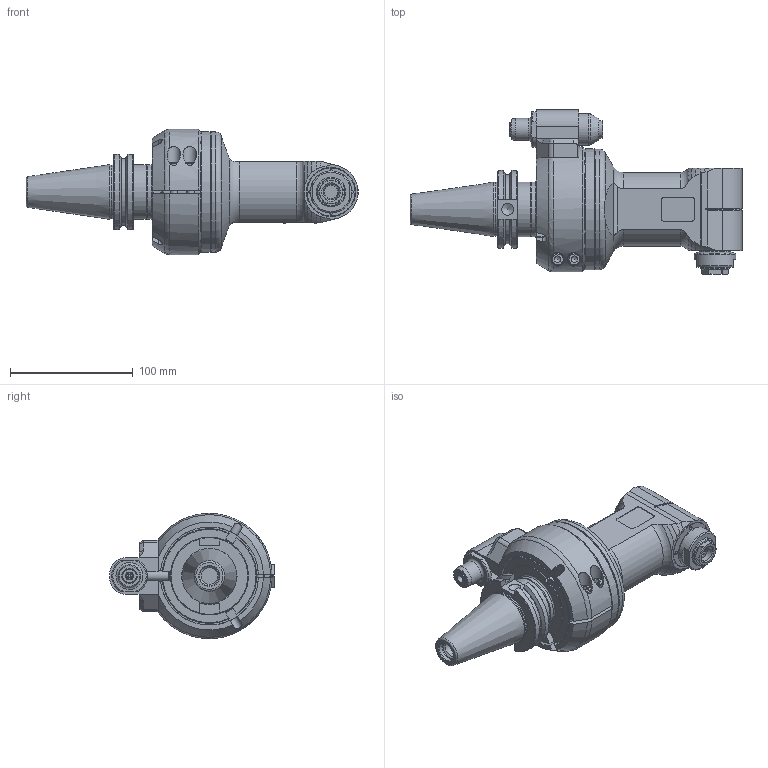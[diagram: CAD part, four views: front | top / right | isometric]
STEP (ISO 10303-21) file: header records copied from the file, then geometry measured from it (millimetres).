
FILE_DESCRIPTION(/* description */ (''),/* implementation_level */ '2;1');
FILE_NAME(/* name */ '9.F90.10000-1C40.stp',/* time_stamp */ '2024-08-15T11:17:44-04:00',/* author */ ('jkrenzer'),/* organization */ (''),/* preprocessor_version */ 'ST-DEVELOPER v18.1',/* originating_system */ 'Autodesk Inventor 2022',/* authorisation */ '');
FILE_SCHEMA (('AUTOMOTIVE_DESIGN { 1 0 10303 214 3 1 1 }'));
Products named in the file (3): 9.F90.10000-1C40; 9_F90_10000; 9_GA1_448_2 (Type 1, Cat40, 65mm)
Assembly tree (2 placements, depth 2):
  9.F90.10000-1C40
    9_F90_10000
    9_GA1_448_2 (Type 1, Cat40, 65mm)
Bounding box: 270.17 x 134.25 x 101.99 mm (x, y, z)
Volume: 904591.3 mm3; surface area: 146622.2 mm2
Topology: 5 solids, 10 shells, 591 faces, 1448 edges, 932 vertices
Faces by surface type: plane 241, cylinder 158, cone 155, torus 29, bspline 6, sphere 2
Full cylindrical faces by diameter (mm): 1.6 x4, 2 x4, 2.5 x3, 2.6 x2, 3 x2, 3.2 x8, 4.2 x2, 5 x2, 6 x4, 6.5 x1, 7 x1, 8 x2, 8.5 x20, 9.525 x1, 10 x4, 10.2 x1, 10.4 x2, 11 x2, 12 x3, 12.5 x1, 13 x2, 13.376 x1, 14 x1, 16.281 x1, 16.5 x1, 16.8 x1, 17.943 x1, 18 x1, 23 x1, 24 x1
Entity records: 47441 total; most frequent: CARTESIAN_POINT 33692, DIRECTION 2873, ORIENTED_EDGE 2816, EDGE_CURVE 1413, AXIS2_PLACEMENT_3D 1124, VERTEX_POINT 932, EDGE_LOOP 700, LINE 625
